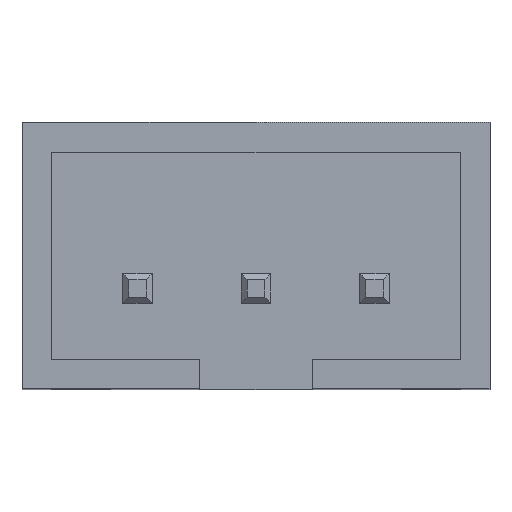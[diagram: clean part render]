
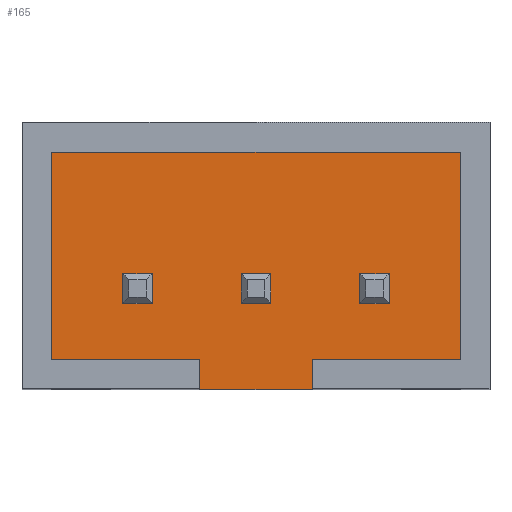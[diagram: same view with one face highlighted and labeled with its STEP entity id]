
A CAD part, top view. The second image highlights one B-rep face of the part: STEP entity #165.
In plain terms, the highlighted planar face has unit normal (0, 0, 1).
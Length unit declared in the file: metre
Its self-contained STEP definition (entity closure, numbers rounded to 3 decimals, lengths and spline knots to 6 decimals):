
#165 = ADVANCED_FACE( '', ( #368, #369, #370, #371 ), #372, .T. );
#368 = FACE_BOUND( '', #618, .T. );
#369 = FACE_BOUND( '', #619, .T. );
#370 = FACE_BOUND( '', #620, .T. );
#371 = FACE_OUTER_BOUND( '', #621, .T. );
#372 = PLANE( '', #622 );
#618 = EDGE_LOOP( '', ( #982, #983, #984, #985 ) );
#619 = EDGE_LOOP( '', ( #986, #987, #988, #989 ) );
#620 = EDGE_LOOP( '', ( #990, #991, #992, #993 ) );
#621 = EDGE_LOOP( '', ( #994, #995, #996, #997, #998, #999, #1000, #1001, #1002, #1003 ) );
#622 = AXIS2_PLACEMENT_3D( '', #1004, #1005, #1006 );
#982 = ORIENTED_EDGE( '', *, *, #1555, .F. );
#983 = ORIENTED_EDGE( '', *, *, #1535, .F. );
#984 = ORIENTED_EDGE( '', *, *, #1469, .T. );
#985 = ORIENTED_EDGE( '', *, *, #1556, .T. );
#986 = ORIENTED_EDGE( '', *, *, #1557, .F. );
#987 = ORIENTED_EDGE( '', *, *, #1523, .F. );
#988 = ORIENTED_EDGE( '', *, *, #1484, .T. );
#989 = ORIENTED_EDGE( '', *, *, #1558, .T. );
#990 = ORIENTED_EDGE( '', *, *, #1559, .F. );
#991 = ORIENTED_EDGE( '', *, *, #1560, .F. );
#992 = ORIENTED_EDGE( '', *, *, #1441, .T. );
#993 = ORIENTED_EDGE( '', *, *, #1521, .T. );
#994 = ORIENTED_EDGE( '', *, *, #1561, .T. );
#995 = ORIENTED_EDGE( '', *, *, #1527, .T. );
#996 = ORIENTED_EDGE( '', *, *, #1508, .T. );
#997 = ORIENTED_EDGE( '', *, *, #1562, .T. );
#998 = ORIENTED_EDGE( '', *, *, #1563, .T. );
#999 = ORIENTED_EDGE( '', *, *, #1564, .T. );
#1000 = ORIENTED_EDGE( '', *, *, #1565, .F. );
#1001 = ORIENTED_EDGE( '', *, *, #1566, .T. );
#1002 = ORIENTED_EDGE( '', *, *, #1494, .T. );
#1003 = ORIENTED_EDGE( '', *, *, #1567, .T. );
#1004 = CARTESIAN_POINT( '', ( 0., 0.00055, 0.0016 ) );
#1005 = DIRECTION( '', ( 0., 0., 1. ) );
#1006 = DIRECTION( '', ( 1., 0., 0. ) );
#1441 = EDGE_CURVE( '', #1700, #1705, #1707, .T. );
#1469 = EDGE_CURVE( '', #1748, #1753, #1755, .T. );
#1484 = EDGE_CURVE( '', #1774, #1779, #1781, .T. );
#1494 = EDGE_CURVE( '', #1792, #1797, #1799, .T. );
#1508 = EDGE_CURVE( '', #1815, #1820, #1822, .T. );
#1521 = EDGE_CURVE( '', #1705, #1840, #1842, .T. );
#1523 = EDGE_CURVE( '', #1774, #1844, #1845, .T. );
#1527 = EDGE_CURVE( '', #1850, #1815, #1851, .T. );
#1535 = EDGE_CURVE( '', #1748, #1864, #1865, .T. );
#1555 = EDGE_CURVE( '', #1864, #1894, #1895, .T. );
#1556 = EDGE_CURVE( '', #1753, #1894, #1896, .T. );
#1557 = EDGE_CURVE( '', #1844, #1897, #1898, .T. );
#1558 = EDGE_CURVE( '', #1779, #1897, #1899, .T. );
#1559 = EDGE_CURVE( '', #1900, #1840, #1901, .T. );
#1560 = EDGE_CURVE( '', #1700, #1900, #1902, .T. );
#1561 = EDGE_CURVE( '', #1903, #1850, #1904, .T. );
#1562 = EDGE_CURVE( '', #1820, #1905, #1906, .T. );
#1563 = EDGE_CURVE( '', #1905, #1907, #1908, .T. );
#1564 = EDGE_CURVE( '', #1907, #1909, #1910, .T. );
#1565 = EDGE_CURVE( '', #1911, #1909, #1912, .T. );
#1566 = EDGE_CURVE( '', #1911, #1792, #1913, .T. );
#1567 = EDGE_CURVE( '', #1797, #1903, #1914, .T. );
#1700 = VERTEX_POINT( '', #2076 );
#1705 = VERTEX_POINT( '', #2083 );
#1707 = LINE( '', #2086, #2087 );
#1748 = VERTEX_POINT( '', #2146 );
#1753 = VERTEX_POINT( '', #2153 );
#1755 = LINE( '', #2156, #2157 );
#1774 = VERTEX_POINT( '', #2184 );
#1779 = VERTEX_POINT( '', #2191 );
#1781 = LINE( '', #2194, #2195 );
#1792 = VERTEX_POINT( '', #2210 );
#1797 = VERTEX_POINT( '', #2217 );
#1799 = LINE( '', #2220, #2221 );
#1815 = VERTEX_POINT( '', #2244 );
#1820 = VERTEX_POINT( '', #2251 );
#1822 = LINE( '', #2254, #2255 );
#1840 = VERTEX_POINT( '', #2281 );
#1842 = LINE( '', #2284, #2285 );
#1844 = VERTEX_POINT( '', #2287 );
#1845 = LINE( '', #2288, #2289 );
#1850 = VERTEX_POINT( '', #2296 );
#1851 = LINE( '', #2297, #2298 );
#1864 = VERTEX_POINT( '', #2317 );
#1865 = LINE( '', #2318, #2319 );
#1894 = VERTEX_POINT( '', #2362 );
#1895 = LINE( '', #2363, #2364 );
#1896 = LINE( '', #2365, #2366 );
#1897 = VERTEX_POINT( '', #2367 );
#1898 = LINE( '', #2368, #2369 );
#1899 = LINE( '', #2370, #2371 );
#1900 = VERTEX_POINT( '', #2372 );
#1901 = LINE( '', #2373, #2374 );
#1902 = LINE( '', #2375, #2376 );
#1903 = VERTEX_POINT( '', #2377 );
#1904 = LINE( '', #2378, #2379 );
#1905 = VERTEX_POINT( '', #2380 );
#1906 = LINE( '', #2381, #2382 );
#1907 = VERTEX_POINT( '', #2383 );
#1908 = LINE( '', #2384, #2385 );
#1909 = VERTEX_POINT( '', #2386 );
#1910 = LINE( '', #2387, #2388 );
#1911 = VERTEX_POINT( '', #2389 );
#1912 = LINE( '', #2390, #2391 );
#1913 = LINE( '', #2392, #2393 );
#1914 = LINE( '', #2394, #2395 );
#2076 = CARTESIAN_POINT( '', ( 0.00225, -0.00025, 0.0016 ) );
#2083 = CARTESIAN_POINT( '', ( 0.00175, -0.00025, 0.0016 ) );
#2086 = CARTESIAN_POINT( '', ( 0.002, -0.00025, 0.0016 ) );
#2087 = VECTOR( '', #2625, 1. );
#2146 = CARTESIAN_POINT( '', ( -0.00175, -0.00025, 0.0016 ) );
#2153 = CARTESIAN_POINT( '', ( -0.00225, -0.00025, 0.0016 ) );
#2156 = CARTESIAN_POINT( '', ( -0.002, -0.00025, 0.0016 ) );
#2157 = VECTOR( '', #2647, 1. );
#2184 = CARTESIAN_POINT( '', ( 0.00025, -0.00025, 0.0016 ) );
#2191 = CARTESIAN_POINT( '', ( -0.00025, -0.00025, 0.0016 ) );
#2194 = CARTESIAN_POINT( '', ( 0., -0.00025, 0.0016 ) );
#2195 = VECTOR( '', #2659, 1. );
#2210 = CARTESIAN_POINT( '', ( 0.00245, -0.0012, 0.0016 ) );
#2217 = CARTESIAN_POINT( '', ( 0.00345, -0.0012, 0.0016 ) );
#2220 = CARTESIAN_POINT( '', ( 0., -0.0012, 0.0016 ) );
#2221 = VECTOR( '', #2667, 1. );
#2244 = CARTESIAN_POINT( '', ( -0.00345, -0.0012, 0.0016 ) );
#2251 = CARTESIAN_POINT( '', ( -0.00245, -0.0012, 0.0016 ) );
#2254 = CARTESIAN_POINT( '', ( 0., -0.0012, 0.0016 ) );
#2255 = VECTOR( '', #2678, 1. );
#2281 = CARTESIAN_POINT( '', ( 0.00175, 0.00025, 0.0016 ) );
#2284 = CARTESIAN_POINT( '', ( 0.00175, 0., 0.0016 ) );
#2285 = VECTOR( '', #2688, 1. );
#2287 = CARTESIAN_POINT( '', ( 0.00025, 0.00025, 0.0016 ) );
#2288 = CARTESIAN_POINT( '', ( 0.00025, 0., 0.0016 ) );
#2289 = VECTOR( '', #2689, 1. );
#2296 = CARTESIAN_POINT( '', ( -0.00345, 0.0023, 0.0016 ) );
#2297 = CARTESIAN_POINT( '', ( -0.00345, 0.00055, 0.0016 ) );
#2298 = VECTOR( '', #2692, 1. );
#2317 = CARTESIAN_POINT( '', ( -0.00175, 0.00025, 0.0016 ) );
#2318 = CARTESIAN_POINT( '', ( -0.00175, 0., 0.0016 ) );
#2319 = VECTOR( '', #2699, 1. );
#2362 = CARTESIAN_POINT( '', ( -0.00225, 0.00025, 0.0016 ) );
#2363 = CARTESIAN_POINT( '', ( -0.002, 0.00025, 0.0016 ) );
#2364 = VECTOR( '', #2714, 1. );
#2365 = CARTESIAN_POINT( '', ( -0.00225, 0., 0.0016 ) );
#2366 = VECTOR( '', #2715, 1. );
#2367 = CARTESIAN_POINT( '', ( -0.00025, 0.00025, 0.0016 ) );
#2368 = CARTESIAN_POINT( '', ( 0., 0.00025, 0.0016 ) );
#2369 = VECTOR( '', #2716, 1. );
#2370 = CARTESIAN_POINT( '', ( -0.00025, 0., 0.0016 ) );
#2371 = VECTOR( '', #2717, 1. );
#2372 = CARTESIAN_POINT( '', ( 0.00225, 0.00025, 0.0016 ) );
#2373 = CARTESIAN_POINT( '', ( 0.002, 0.00025, 0.0016 ) );
#2374 = VECTOR( '', #2718, 1. );
#2375 = CARTESIAN_POINT( '', ( 0.00225, 0., 0.0016 ) );
#2376 = VECTOR( '', #2719, 1. );
#2377 = CARTESIAN_POINT( '', ( 0.00345, 0.0023, 0.0016 ) );
#2378 = CARTESIAN_POINT( '', ( 0., 0.0023, 0.0016 ) );
#2379 = VECTOR( '', #2720, 1. );
#2380 = CARTESIAN_POINT( '', ( -0.00095, -0.0012, 0.0016 ) );
#2381 = CARTESIAN_POINT( '', ( 0., -0.0012, 0.0016 ) );
#2382 = VECTOR( '', #2721, 1. );
#2383 = CARTESIAN_POINT( '', ( -0.00095, -0.0017, 0.0016 ) );
#2384 = CARTESIAN_POINT( '', ( -0.00095, -0.001198, 0.0016 ) );
#2385 = VECTOR( '', #2722, 1. );
#2386 = CARTESIAN_POINT( '', ( 0.00095, -0.0017, 0.0016 ) );
#2387 = CARTESIAN_POINT( '', ( 0., -0.0017, 0.0016 ) );
#2388 = VECTOR( '', #2723, 1. );
#2389 = CARTESIAN_POINT( '', ( 0.00095, -0.0012, 0.0016 ) );
#2390 = CARTESIAN_POINT( '', ( 0.00095, -0.001198, 0.0016 ) );
#2391 = VECTOR( '', #2724, 1. );
#2392 = CARTESIAN_POINT( '', ( 0., -0.0012, 0.0016 ) );
#2393 = VECTOR( '', #2725, 1. );
#2394 = CARTESIAN_POINT( '', ( 0.00345, 0.00055, 0.0016 ) );
#2395 = VECTOR( '', #2726, 1. );
#2625 = DIRECTION( '', ( -1., 0., 0. ) );
#2647 = DIRECTION( '', ( -1., 0., 0. ) );
#2659 = DIRECTION( '', ( -1., 0., 0. ) );
#2667 = DIRECTION( '', ( 1., 0., 0. ) );
#2678 = DIRECTION( '', ( 1., 0., 0. ) );
#2688 = DIRECTION( '', ( 0., 1., 0. ) );
#2689 = DIRECTION( '', ( 0., 1., 0. ) );
#2692 = DIRECTION( '', ( 0., -1., 0. ) );
#2699 = DIRECTION( '', ( 0., 1., 0. ) );
#2714 = DIRECTION( '', ( -1., 0., 0. ) );
#2715 = DIRECTION( '', ( 0., 1., 0. ) );
#2716 = DIRECTION( '', ( -1., 0., 0. ) );
#2717 = DIRECTION( '', ( 0., 1., 0. ) );
#2718 = DIRECTION( '', ( -1., 0., 0. ) );
#2719 = DIRECTION( '', ( 0., 1., 0. ) );
#2720 = DIRECTION( '', ( -1., 0., 0. ) );
#2721 = DIRECTION( '', ( 1., 0., 0. ) );
#2722 = DIRECTION( '', ( 0., -1., 0. ) );
#2723 = DIRECTION( '', ( 1., 0., 0. ) );
#2724 = DIRECTION( '', ( 0., -1., 0. ) );
#2725 = DIRECTION( '', ( 1., 0., 0. ) );
#2726 = DIRECTION( '', ( 0., 1., 0. ) );
